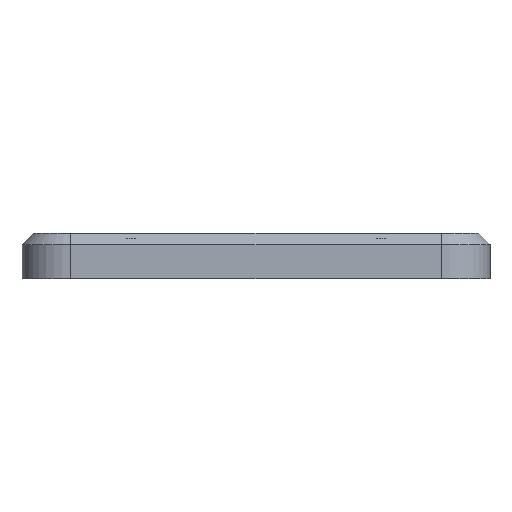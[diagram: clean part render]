
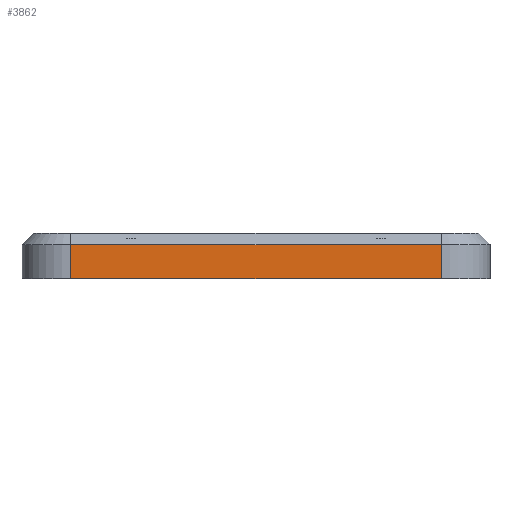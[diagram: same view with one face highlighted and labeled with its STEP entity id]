
A CAD part, left-side view. The second image highlights one B-rep face of the part: STEP entity #3862.
In plain terms, the highlighted planar face has unit normal (-1, 0, 0).
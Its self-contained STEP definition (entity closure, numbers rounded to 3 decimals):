
#181=PLANE('',#4198);
#381=FACE_OUTER_BOUND('',#601,.T.);
#601=EDGE_LOOP('',(#3600,#3601,#3602,#3603));
#779=LINE('',#5777,#1211);
#1017=LINE('',#6353,#1449);
#1033=LINE('',#6392,#1465);
#1034=LINE('',#6394,#1466);
#1211=VECTOR('',#4630,10.);
#1449=VECTOR('',#5210,10.);
#1465=VECTOR('',#5272,10.);
#1466=VECTOR('',#5275,10.);
#1780=VERTEX_POINT('',#5774);
#1781=VERTEX_POINT('',#5776);
#1947=VERTEX_POINT('',#6347);
#1948=VERTEX_POINT('',#6351);
#2193=EDGE_CURVE('',#1780,#1781,#779,.T.);
#2483=EDGE_CURVE('',#1947,#1948,#1017,.T.);
#2500=EDGE_CURVE('',#1780,#1948,#1033,.T.);
#2501=EDGE_CURVE('',#1781,#1947,#1034,.T.);
#3600=ORIENTED_EDGE('',*,*,#2483,.F.);
#3601=ORIENTED_EDGE('',*,*,#2501,.F.);
#3602=ORIENTED_EDGE('',*,*,#2193,.F.);
#3603=ORIENTED_EDGE('',*,*,#2500,.T.);
#3862=ADVANCED_FACE('',(#381),#181,.T.);
#4198=AXIS2_PLACEMENT_3D('',#6393,#5273,#5274);
#4630=DIRECTION('',(0.,1.,0.));
#5210=DIRECTION('',(0.,-1.,0.));
#5272=DIRECTION('',(0.,0.,1.));
#5273=DIRECTION('center_axis',(-1.,0.,0.));
#5274=DIRECTION('ref_axis',(0.,-1.,0.));
#5275=DIRECTION('',(0.,0.,1.));
#5774=CARTESIAN_POINT('',(-79.15,-32.25,-1.));
#5776=CARTESIAN_POINT('',(-79.15,32.25,-1.));
#5777=CARTESIAN_POINT('',(-79.15,-32.25,-1.));
#6347=CARTESIAN_POINT('',(-79.15,32.25,5.));
#6351=CARTESIAN_POINT('',(-79.15,-32.25,5.));
#6353=CARTESIAN_POINT('',(-79.15,16.125,5.));
#6392=CARTESIAN_POINT('',(-79.15,-32.25,0.));
#6393=CARTESIAN_POINT('Origin',(-79.15,32.25,0.));
#6394=CARTESIAN_POINT('',(-79.15,32.25,0.));
